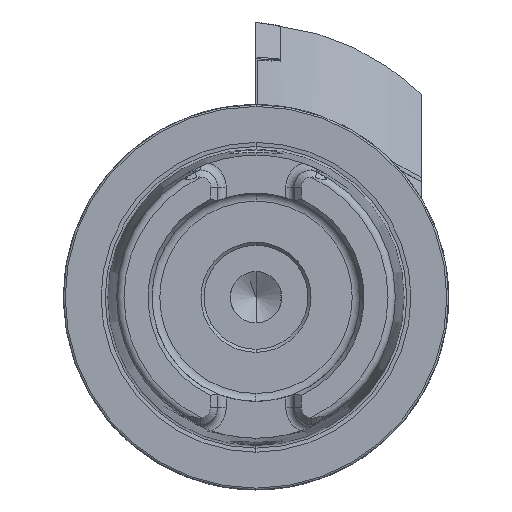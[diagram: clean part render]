
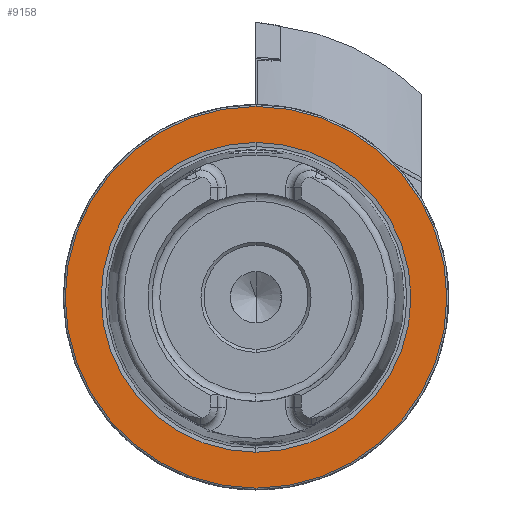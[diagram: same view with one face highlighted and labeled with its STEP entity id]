
A CAD part, left-side view. The second image highlights one B-rep face of the part: STEP entity #9158.
In plain terms, the highlighted planar face has unit normal (-1, 0, 0).
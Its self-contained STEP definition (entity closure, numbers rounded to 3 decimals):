
#717 = AXIS2_PLACEMENT_3D ( 'NONE', #2332, #2337, #2338 ) ;
#929 = AXIS2_PLACEMENT_3D ( 'NONE', #6988, #6989, #6990 ) ;
#945 = AXIS2_PLACEMENT_3D ( 'NONE', #7188, #7190, #7191 ) ;
#1621 = CIRCLE ( 'NONE', #6566, 25.324 ) ;
#1622 = CIRCLE ( 'NONE', #6567, 31.2 ) ;
#2332 = CARTESIAN_POINT ( 'NONE',  ( 0., 31.2, 0. ) ) ;
#2335 = PLANE ( 'NONE',  #717 ) ;
#2337 = DIRECTION ( 'NONE',  ( 1., 0., 0. ) ) ;
#2338 = DIRECTION ( 'NONE',  ( 0., 0., -1. ) ) ;
#2469 = FACE_OUTER_BOUND ( 'NONE', #8045, .T. ) ;
#2473 = FACE_BOUND ( 'NONE', #5521, .T. ) ;
#3945 = CARTESIAN_POINT ( 'NONE',  ( 0., 0., 0. ) ) ;
#3946 = DIRECTION ( 'NONE',  ( -1., 0., 0. ) ) ;
#3947 = DIRECTION ( 'NONE',  ( 0., 0., 1. ) ) ;
#3948 = CARTESIAN_POINT ( 'NONE',  ( 0., 0., 0. ) ) ;
#3949 = DIRECTION ( 'NONE',  ( -1., 0., 0. ) ) ;
#3950 = DIRECTION ( 'NONE',  ( 0., 0., 1. ) ) ;
#5521 = EDGE_LOOP ( 'NONE', ( #11133, #11134 ) ) ;
#6400 = EDGE_CURVE ( 'NONE', #7321, #7315, #1621, .T. ) ;
#6401 = EDGE_CURVE ( 'NONE', #7327, #7326, #1622, .T. ) ;
#6566 = AXIS2_PLACEMENT_3D ( 'NONE', #3945, #3946, #3947 ) ;
#6567 = AXIS2_PLACEMENT_3D ( 'NONE', #3948, #3949, #3950 ) ;
#6728 = CIRCLE ( 'NONE', #929, 25.324 ) ;
#6758 = CIRCLE ( 'NONE', #945, 31.2 ) ;
#6988 = CARTESIAN_POINT ( 'NONE',  ( 0., 0., 0. ) ) ;
#6989 = DIRECTION ( 'NONE',  ( -1., 0., 0. ) ) ;
#6990 = DIRECTION ( 'NONE',  ( 0., 0., 1. ) ) ;
#7188 = CARTESIAN_POINT ( 'NONE',  ( 0., 0., 0. ) ) ;
#7190 = DIRECTION ( 'NONE',  ( -1., 0., 0. ) ) ;
#7191 = DIRECTION ( 'NONE',  ( 0., 0., 1. ) ) ;
#7315 = VERTEX_POINT ( 'NONE', #11492 ) ;
#7321 = VERTEX_POINT ( 'NONE', #11497 ) ;
#7326 = VERTEX_POINT ( 'NONE', #11499 ) ;
#7327 = VERTEX_POINT ( 'NONE', #11500 ) ;
#8045 = EDGE_LOOP ( 'NONE', ( #11135, #11136 ) ) ;
#9158 = ADVANCED_FACE ( 'NONE', ( #2473, #2469 ), #2335, .F. ) ;
#10234 = EDGE_CURVE ( 'NONE', #7315, #7321, #6728, .T. ) ;
#10261 = EDGE_CURVE ( 'NONE', #7326, #7327, #6758, .T. ) ;
#11133 = ORIENTED_EDGE ( 'NONE', *, *, #6400, .F. ) ;
#11134 = ORIENTED_EDGE ( 'NONE', *, *, #10234, .F. ) ;
#11135 = ORIENTED_EDGE ( 'NONE', *, *, #10261, .T. ) ;
#11136 = ORIENTED_EDGE ( 'NONE', *, *, #6401, .T. ) ;
#11492 = CARTESIAN_POINT ( 'NONE',  ( 0., 0., -25.324 ) ) ;
#11497 = CARTESIAN_POINT ( 'NONE',  ( 0., 0., 25.324 ) ) ;
#11499 = CARTESIAN_POINT ( 'NONE',  ( 0., 0., 31.2 ) ) ;
#11500 = CARTESIAN_POINT ( 'NONE',  ( 0., 0., -31.2 ) ) ;
